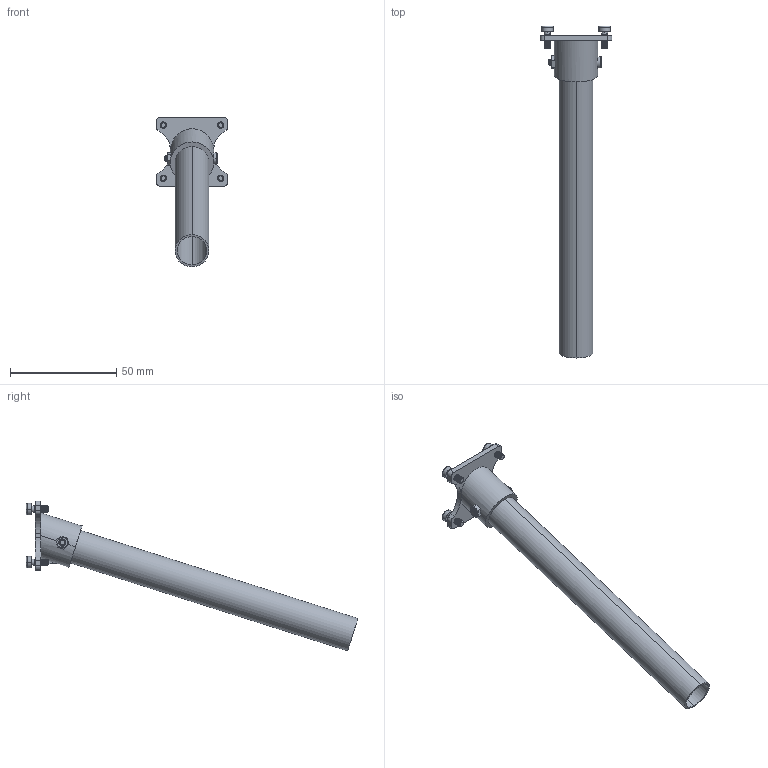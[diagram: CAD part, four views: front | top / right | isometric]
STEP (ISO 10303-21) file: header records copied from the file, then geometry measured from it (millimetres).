
FILE_DESCRIPTION((''),'2;1');
FILE_NAME('QILUOJIA-LI_ASM','2020-12-03T17:37:39',('QGLing'),(''),'CREO PARAMETRIC BY PTC INC, 2016510','CREO PARAMETRIC BY PTC INC, 2016510','');
FILE_SCHEMA(('CONFIG_CONTROL_DESIGN'));
Length unit declared in the file: millimetre
Products named in the file (6): JIA-LIANJIE; GUAN-CHENG-S500; GB70-M3-25-DING; LM-M3-DING; GB70-M3-8-DING; QILUOJIA-LI_ASM
Assembly tree (8 placements, depth 2):
  QILUOJIA-LI_ASM
    JIA-LIANJIE
    GUAN-CHENG-S500
    GB70-M3-25-DING
    LM-M3-DING
    GB70-M3-8-DING  x4
Bounding box: 33.8 x 156.25 x 70.5 mm (x, y, z)
Volume: 12005.1 mm3; surface area: 19654.1 mm2
Topology: 8 solids, 8 shells, 363 faces, 966 edges, 628 vertices
Faces by surface type: cylinder 195, plane 94, bspline 46, cone 18, torus 10
Entity records: 15954 total; most frequent: CARTESIAN_POINT 10394, ORIENTED_EDGE 1266, DIRECTION 904, EDGE_CURVE 633, VERTEX_POINT 412, AXIS2_PLACEMENT_3D 315, VECTOR 274, LINE 274
